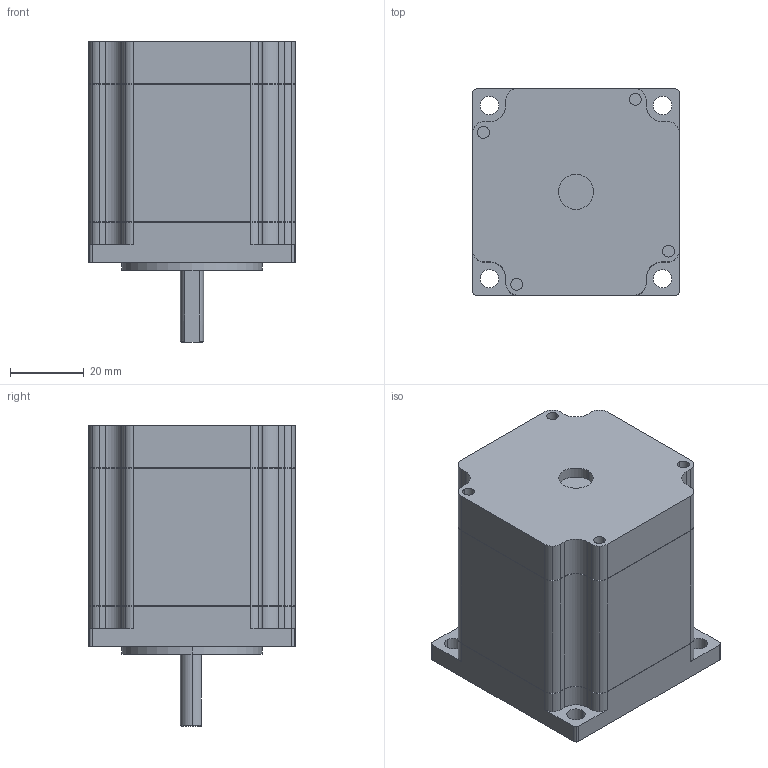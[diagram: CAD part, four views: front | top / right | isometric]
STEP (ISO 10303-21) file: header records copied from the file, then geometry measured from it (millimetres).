
FILE_DESCRIPTION(('STEP AP214'),'1');
FILE_NAME('NEMA23_23HS22-2804S.stp','2021-02-05T21:41:32',(' '),(' '),'Spatial InterOp 3D',' ',' ');
FILE_SCHEMA(('AUTOMOTIVE_DESIGN { 1 0 10303 214 1 1 1 1 }'));
Length unit declared in the file: metre
Products named in the file (1): Sólido
Bounding box: 56 x 56 x 81.6 mm (x, y, z)
Volume: 171646.2 mm3; surface area: 31194.4 mm2
Topology: 3 solids, 3 shells, 157 faces, 435 edges, 293 vertices
Faces by surface type: cylinder 93, plane 60, torus 2, cone 2
Entity records: 6445 total; most frequent: DIRECTION 958, CARTESIAN_POINT 892, ORIENTED_EDGE 870, EDGE_CURVE 435, AXIS2_PLACEMENT_3D 365, VERTEX_POINT 293, LINE 228, VECTOR 228
